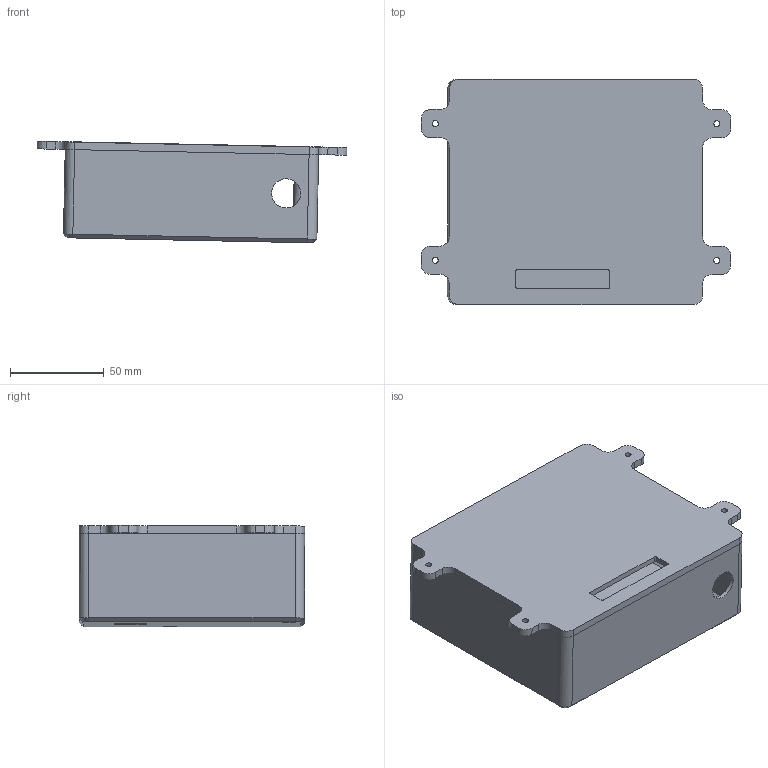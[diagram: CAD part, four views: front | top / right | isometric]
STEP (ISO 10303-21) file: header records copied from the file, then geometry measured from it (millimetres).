
FILE_DESCRIPTION(/* description */ (''),/* implementation_level */ '2;1');
FILE_NAME(/* name */ 'Assembly_ebox.stp',/* time_stamp */ '2023-08-29T21:04:34+03:00',/* author */ ('Engineer'),/* organization */ (''),/* preprocessor_version */ 'ST-DEVELOPER v19.2',/* originating_system */ 'Autodesk Inventor 2024',/* authorisation */ '');
FILE_SCHEMA (('AUTOMOTIVE_DESIGN { 1 0 10303 214 3 1 1 }'));
Length unit declared in the file: millimetre
Products named in the file (3): Assembly_ebox; box; box_lower
Assembly tree (2 placements, depth 2):
  Assembly_ebox
    box
    box_lower
Bounding box: 164.97 x 120.13 x 54.17 mm (x, y, z)
Volume: 134159.3 mm3; surface area: 116671.4 mm2
Topology: 2 solids, 2 shells, 175 faces, 444 edges, 288 vertices
Faces by surface type: plane 86, cylinder 68, cone 14, torus 7
Full cylindrical faces by diameter (mm): 2.5 x5, 3.2 x4, 3.5 x2, 4 x2, 7.5 x1, 8 x7, 15.5 x1
Entity records: 5617 total; most frequent: CARTESIAN_POINT 980, DIRECTION 978, ORIENTED_EDGE 888, EDGE_CURVE 444, AXIS2_PLACEMENT_3D 359, VERTEX_POINT 288, LINE 260, VECTOR 260
